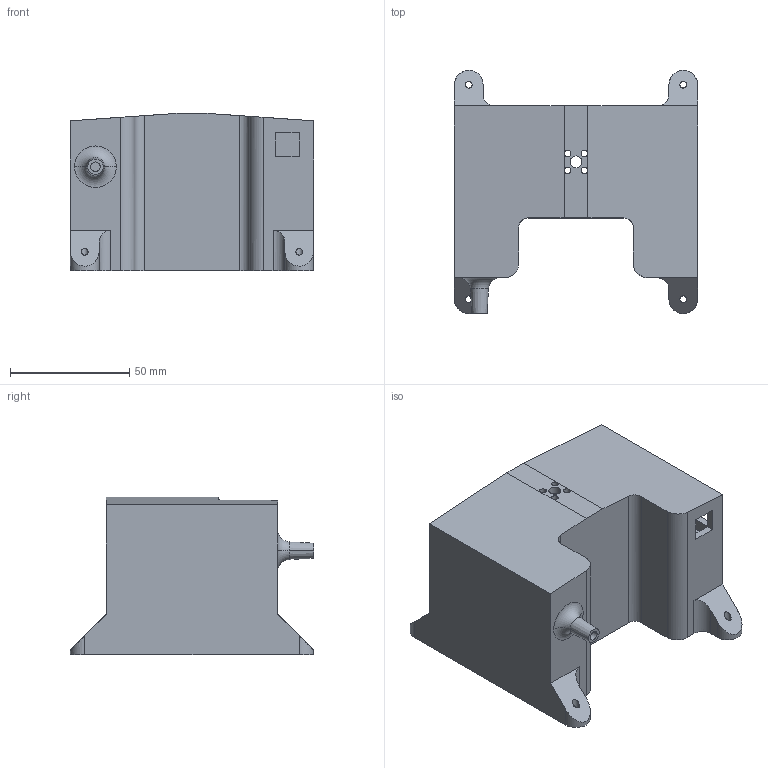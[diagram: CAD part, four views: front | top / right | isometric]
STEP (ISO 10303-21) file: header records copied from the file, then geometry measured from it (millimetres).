
FILE_DESCRIPTION (( 'STEP AP214' ), '1' );
FILE_NAME ('ﾁ瑕.STEP', '2026-01-03T12:07:15', ( '' ), ( '' ), 'SwSTEP 2.0', 'SolidWorks 2023', '' );
FILE_SCHEMA (( 'AUTOMOTIVE_DESIGN' ));
Length unit declared in the file: millimetre
Products named in the file (1): Бак
Bounding box: 102 x 102 x 66.15 mm (x, y, z)
Volume: 113321.9 mm3; surface area: 72997.8 mm2
Topology: 1 solids, 1 shells, 122 faces, 344 edges, 226 vertices
Faces by surface type: plane 63, cylinder 53, torus 3, cone 2, bspline 1
Entity records: 4107 total; most frequent: CARTESIAN_POINT 888, ORIENTED_EDGE 688, DIRECTION 638, EDGE_CURVE 344, VERTEX_POINT 226, LINE 226, VECTOR 226, AXIS2_PLACEMENT_3D 206
